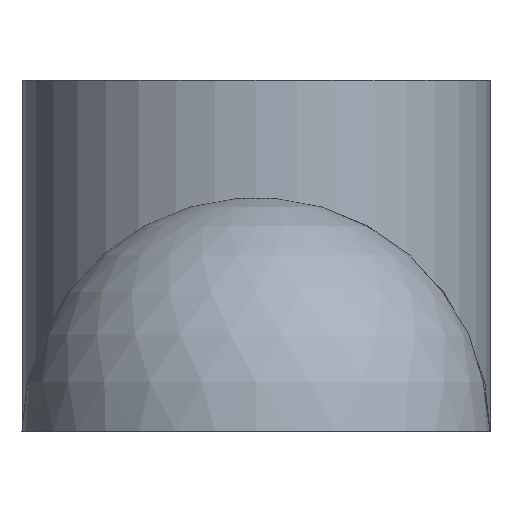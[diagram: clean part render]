
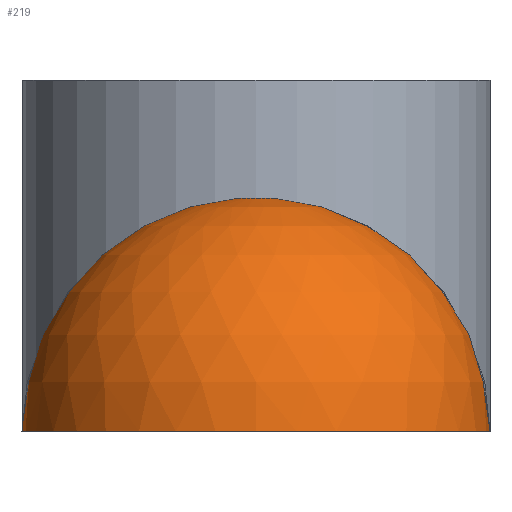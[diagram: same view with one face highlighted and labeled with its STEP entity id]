
A CAD part, left-side view. The second image highlights one B-rep face of the part: STEP entity #219.
In plain terms, the highlighted spherical face has radius 30 mm.
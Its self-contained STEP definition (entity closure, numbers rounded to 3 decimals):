
#33=SPHERICAL_SURFACE('',#252,30.);
#36=FACE_OUTER_BOUND('',#50,.T.);
#50=EDGE_LOOP('',(#158,#159,#160,#161,#162));
#82=CIRCLE('',#251,2.25);
#83=CIRCLE('',#253,30.);
#84=CIRCLE('',#254,30.);
#85=CIRCLE('',#255,30.);
#105=VERTEX_POINT('',#372);
#106=VERTEX_POINT('',#376);
#107=VERTEX_POINT('',#377);
#127=EDGE_CURVE('',#105,#105,#82,.T.);
#128=EDGE_CURVE('',#106,#107,#83,.T.);
#129=EDGE_CURVE('',#107,#106,#84,.T.);
#130=EDGE_CURVE('',#107,#105,#85,.T.);
#158=ORIENTED_EDGE('',*,*,#128,.F.);
#159=ORIENTED_EDGE('',*,*,#129,.F.);
#160=ORIENTED_EDGE('',*,*,#130,.T.);
#161=ORIENTED_EDGE('',*,*,#127,.T.);
#162=ORIENTED_EDGE('',*,*,#130,.F.);
#219=ADVANCED_FACE('',(#36),#33,.T.);
#251=AXIS2_PLACEMENT_3D('',#374,#293,#294);
#252=AXIS2_PLACEMENT_3D('',#375,#295,#296);
#253=AXIS2_PLACEMENT_3D('',#378,#297,#298);
#254=AXIS2_PLACEMENT_3D('',#379,#299,#300);
#255=AXIS2_PLACEMENT_3D('',#380,#301,#302);
#293=DIRECTION('center_axis',(0.,0.,-1.));
#294=DIRECTION('ref_axis',(-1.,0.,0.));
#295=DIRECTION('center_axis',(0.,0.,-1.));
#296=DIRECTION('ref_axis',(-1.,0.,0.));
#297=DIRECTION('center_axis',(0.,0.,-1.));
#298=DIRECTION('ref_axis',(0.,1.,0.));
#299=DIRECTION('center_axis',(0.,0.,-1.));
#300=DIRECTION('ref_axis',(0.,1.,0.));
#301=DIRECTION('center_axis',(0.,-1.,0.));
#302=DIRECTION('ref_axis',(1.,0.,0.));
#372=CARTESIAN_POINT('',(-69.75,0.,29.916));
#374=CARTESIAN_POINT('Origin',(-72.,0.,29.916));
#375=CARTESIAN_POINT('Origin',(-72.,0.,0.));
#376=CARTESIAN_POINT('',(-72.,-30.,0.));
#377=CARTESIAN_POINT('',(-42.,0.,0.));
#378=CARTESIAN_POINT('Origin',(-72.,0.,0.));
#379=CARTESIAN_POINT('Origin',(-72.,0.,0.));
#380=CARTESIAN_POINT('Origin',(-72.,0.,0.));
